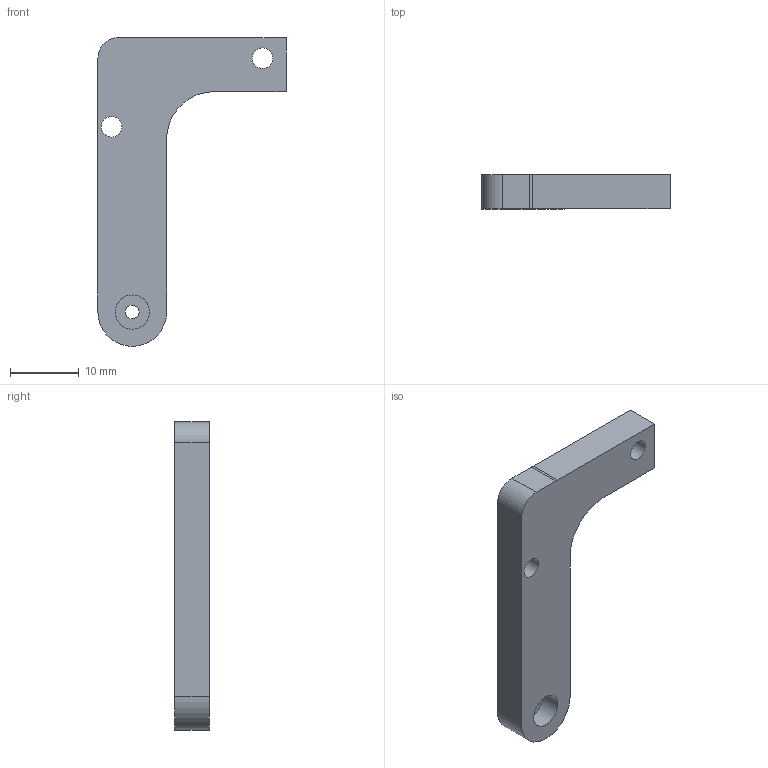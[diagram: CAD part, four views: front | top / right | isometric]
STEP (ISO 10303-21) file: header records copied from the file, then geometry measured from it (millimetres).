
FILE_DESCRIPTION(/* description */ (''),/* implementation_level */ '2;1');
FILE_NAME(/* name */ 'ServoProbe.stp',/* time_stamp */ '2014-06-26T21:18:15+02:00',/* author */ (''),/* organization */ (''),/* preprocessor_version */ 'ST-DEVELOPER v15.6',/* originating_system */ 'Autodesk Translator Framework v3.0.0.6910',/* authorisation */ '');
FILE_SCHEMA (('AUTOMOTIVE_DESIGN { 1 0 10303 214 3 1 1 }'));
Length unit declared in the file: centimetre
Products named in the file (1): Servo_Probe v5
Bounding box: 27.43 x 5 x 45 mm (x, y, z)
Volume: 2786.1 mm3; surface area: 1969.4 mm2
Topology: 1 solids, 1 shells, 17 faces, 42 edges, 28 vertices
Faces by surface type: plane 9, cylinder 8
Full cylindrical faces by diameter (mm): 2 x1, 3 x2, 5 x1
Entity records: 528 total; most frequent: DIRECTION 90, CARTESIAN_POINT 84, ORIENTED_EDGE 76, EDGE_CURVE 38, AXIS2_PLACEMENT_3D 34, EDGE_LOOP 28, VERTEX_POINT 28, LINE 22
